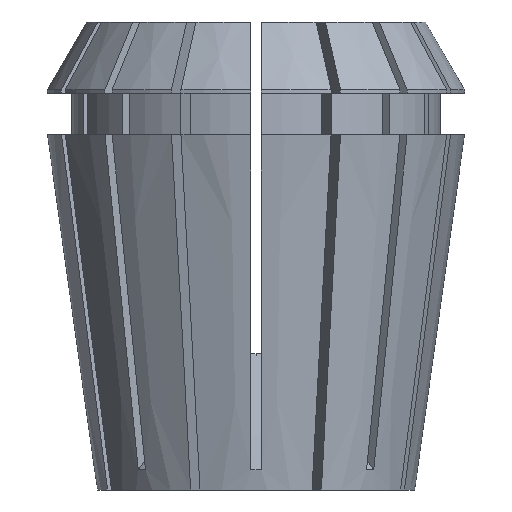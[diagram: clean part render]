
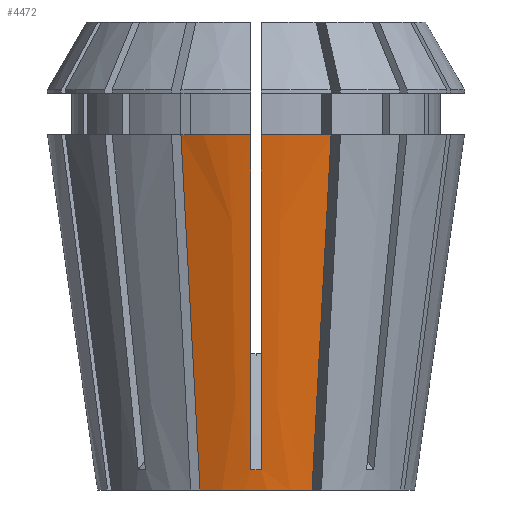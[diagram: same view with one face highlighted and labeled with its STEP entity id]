
A CAD part, front view. The second image highlights one B-rep face of the part: STEP entity #4472.
In plain terms, the highlighted conical face has half-angle 8 degrees and reference radius 15.595 mm.
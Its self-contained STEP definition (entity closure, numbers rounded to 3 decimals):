
#10 = FACE_OUTER_BOUND ( 'NONE', #783, .T. ) ;
#85 = VERTEX_POINT ( 'NONE', #1008 ) ;
#211 = CARTESIAN_POINT ( 'NONE',  ( 0.5, -15.977, 2.77 ) ) ;
#221 = CARTESIAN_POINT ( 'NONE',  ( -0.5, -15.977, 2.77 ) ) ;
#273 = CIRCLE ( 'NONE', #3210, 15.595 ) ;
#290 = DIRECTION ( 'NONE',  ( -1., 0., 0. ) ) ;
#296 = B_SPLINE_CURVE_WITH_KNOTS ( 'NONE', 3,
 ( #3618, #1908, #2785, #1066, #655, #1478, #4459, #3196, #211, #4481 ),
 .UNSPECIFIED., .F., .F.,
 ( 4, 3, 3, 4 ),
 ( 0.076, 0.078, 0.107, 0.109 ),
 .UNSPECIFIED. ) ;
#332 = CARTESIAN_POINT ( 'NONE',  ( -0.5, -15.869, 2.006 ) ) ;
#408 = VERTEX_POINT ( 'NONE', #1939 ) ;
#415 = EDGE_CURVE ( 'NONE', #5439, #1729, #273, .T. ) ;
#431 = CARTESIAN_POINT ( 'NONE',  ( -5.503, -14.592, 0. ) ) ;
#513 = CARTESIAN_POINT ( 'NONE',  ( -7.381, -19.126, 34.9 ) ) ;
#563 = CARTESIAN_POINT ( 'NONE',  ( -0.5, -16.192, 4.3 ) ) ;
#655 = CARTESIAN_POINT ( 'NONE',  ( 0.5, -18.832, 23.076 ) ) ;
#783 = EDGE_LOOP ( 'NONE', ( #970, #5409, #3861, #5066, #1703, #5093, #3301, #1619 ) ) ;
#970 = ORIENTED_EDGE ( 'NONE', *, *, #2578, .F. ) ;
#1008 = CARTESIAN_POINT ( 'NONE',  ( 0.5, -15.869, 2.006 ) ) ;
#1044 = EDGE_CURVE ( 'NONE', #4406, #408, #3685, .T. ) ;
#1066 = CARTESIAN_POINT ( 'NONE',  ( 0.5, -20.152, 32.464 ) ) ;
#1077 = CARTESIAN_POINT ( 'NONE',  ( -0.5, -17.512, 13.688 ) ) ;
#1464 = CARTESIAN_POINT ( 'NONE',  ( -0.5, -20.152, 32.464 ) ) ;
#1478 = CARTESIAN_POINT ( 'NONE',  ( 0.5, -17.512, 13.688 ) ) ;
#1483 = AXIS2_PLACEMENT_3D ( 'NONE', #2934, #3372, #5081 ) ;
#1619 = ORIENTED_EDGE ( 'NONE', *, *, #415, .F. ) ;
#1703 = ORIENTED_EDGE ( 'NONE', *, *, #3846, .F. ) ;
#1729 = VERTEX_POINT ( 'NONE', #431 ) ;
#1908 = CARTESIAN_POINT ( 'NONE',  ( 0.5, -20.38, 34.088 ) ) ;
#1909 = EDGE_CURVE ( 'NONE', #408, #85, #296, .T. ) ;
#1939 = CARTESIAN_POINT ( 'NONE',  ( 0.5, -20.494, 34.9 ) ) ;
#1957 = CARTESIAN_POINT ( 'NONE',  ( 0., 0., 0. ) ) ;
#2059 = CARTESIAN_POINT ( 'NONE',  ( 0.167, -15.879, 1.998 ) ) ;
#2084 = B_SPLINE_CURVE_WITH_KNOTS ( 'NONE', 3,
 ( #5513, #2998, #3848, #4698 ),
 .UNSPECIFIED., .F., .F.,
 ( 4, 4 ),
 ( 0., 0.035 ),
 .UNSPECIFIED. ) ;
#2173 = VERTEX_POINT ( 'NONE', #513 ) ;
#2539 = CARTESIAN_POINT ( 'NONE',  ( -0.5, -20.494, 34.9 ) ) ;
#2549 = B_SPLINE_CURVE_WITH_KNOTS ( 'NONE', 3,
 ( #332, #3380, #2059, #4593 ),
 .UNSPECIFIED., .F., .F.,
 ( 4, 4 ),
 ( 0., 0.001 ),
 .UNSPECIFIED. ) ;
#2578 = EDGE_CURVE ( 'NONE', #4406, #5439, #2084, .T. ) ;
#2785 = CARTESIAN_POINT ( 'NONE',  ( 0.5, -20.266, 33.276 ) ) ;
#2841 = CARTESIAN_POINT ( 'NONE',  ( 7.381, -19.126, 34.9 ) ) ;
#2863 = CARTESIAN_POINT ( 'NONE',  ( 0., 0., 34.9 ) ) ;
#2934 = CARTESIAN_POINT ( 'NONE',  ( 0., 0., 0. ) ) ;
#2998 = CARTESIAN_POINT ( 'NONE',  ( 6.755, -17.615, 23.267 ) ) ;
#3080 = CARTESIAN_POINT ( 'NONE',  ( -6.755, -17.615, 23.267 ) ) ;
#3084 = AXIS2_PLACEMENT_3D ( 'NONE', #2863, #4996, #290 ) ;
#3121 = CARTESIAN_POINT ( 'NONE',  ( -7.381, -19.126, 34.9 ) ) ;
#3133 = CARTESIAN_POINT ( 'NONE',  ( -0.5, -20.38, 34.088 ) ) ;
#3196 = CARTESIAN_POINT ( 'NONE',  ( 0.5, -16.084, 3.535 ) ) ;
#3210 = AXIS2_PLACEMENT_3D ( 'NONE', #1957, #3709, #4104 ) ;
#3283 = AXIS2_PLACEMENT_3D ( 'NONE', #5233, #4852, #4403 ) ;
#3301 = ORIENTED_EDGE ( 'NONE', *, *, #5199, .T. ) ;
#3333 = VERTEX_POINT ( 'NONE', #4032 ) ;
#3372 = DIRECTION ( 'NONE',  ( 0., 0., 1. ) ) ;
#3380 = CARTESIAN_POINT ( 'NONE',  ( -0.167, -15.879, 1.998 ) ) ;
#3483 = EDGE_CURVE ( 'NONE', #4573, #2173, #4432, .T. ) ;
#3529 = CARTESIAN_POINT ( 'NONE',  ( -5.503, -14.592, 0. ) ) ;
#3558 = CARTESIAN_POINT ( 'NONE',  ( -0.5, -16.084, 3.535 ) ) ;
#3591 = CARTESIAN_POINT ( 'NONE',  ( -0.5, -20.266, 33.276 ) ) ;
#3618 = CARTESIAN_POINT ( 'NONE',  ( 0.5, -20.494, 34.9 ) ) ;
#3685 = CIRCLE ( 'NONE', #3283, 20.5 ) ;
#3709 = DIRECTION ( 'NONE',  ( 0., 0., -1. ) ) ;
#3846 = EDGE_CURVE ( 'NONE', #4573, #3333, #4579, .T. ) ;
#3848 = CARTESIAN_POINT ( 'NONE',  ( 6.129, -16.104, 11.633 ) ) ;
#3861 = ORIENTED_EDGE ( 'NONE', *, *, #1909, .T. ) ;
#4032 = CARTESIAN_POINT ( 'NONE',  ( -0.5, -15.869, 2.006 ) ) ;
#4068 = CARTESIAN_POINT ( 'NONE',  ( -0.5, -15.869, 2.006 ) ) ;
#4104 = DIRECTION ( 'NONE',  ( -1., 0., 0. ) ) ;
#4403 = DIRECTION ( 'NONE',  ( -1., 0., 0. ) ) ;
#4406 = VERTEX_POINT ( 'NONE', #2841 ) ;
#4416 = CONICAL_SURFACE ( 'NONE', #1483, 15.595, 0.14 ) ;
#4432 = CIRCLE ( 'NONE', #3084, 20.5 ) ;
#4448 = CARTESIAN_POINT ( 'NONE',  ( -0.5, -20.494, 34.9 ) ) ;
#4459 = CARTESIAN_POINT ( 'NONE',  ( 0.5, -16.192, 4.3 ) ) ;
#4472 = ADVANCED_FACE ( 'NONE', ( #10 ), #4416, .T. ) ;
#4481 = CARTESIAN_POINT ( 'NONE',  ( 0.5, -15.869, 2.006 ) ) ;
#4573 = VERTEX_POINT ( 'NONE', #2539 ) ;
#4579 = B_SPLINE_CURVE_WITH_KNOTS ( 'NONE', 3,
 ( #4448, #3133, #3591, #1464, #4855, #1077, #563, #3558, #221, #4068 ),
 .UNSPECIFIED., .F., .F.,
 ( 4, 3, 3, 4 ),
 ( 0.076, 0.078, 0.107, 0.109 ),
 .UNSPECIFIED. ) ;
#4593 = CARTESIAN_POINT ( 'NONE',  ( 0.5, -15.869, 2.006 ) ) ;
#4650 = B_SPLINE_CURVE_WITH_KNOTS ( 'NONE', 3,
 ( #3121, #3080, #5175, #3529 ),
 .UNSPECIFIED., .F., .F.,
 ( 4, 4 ),
 ( 0., 0.035 ),
 .UNSPECIFIED. ) ;
#4698 = CARTESIAN_POINT ( 'NONE',  ( 5.503, -14.592, 0. ) ) ;
#4852 = DIRECTION ( 'NONE',  ( 0., 0., -1. ) ) ;
#4855 = CARTESIAN_POINT ( 'NONE',  ( -0.5, -18.832, 23.076 ) ) ;
#4996 = DIRECTION ( 'NONE',  ( 0., 0., -1. ) ) ;
#5066 = ORIENTED_EDGE ( 'NONE', *, *, #5528, .F. ) ;
#5081 = DIRECTION ( 'NONE',  ( 1., 0., 0. ) ) ;
#5093 = ORIENTED_EDGE ( 'NONE', *, *, #3483, .T. ) ;
#5175 = CARTESIAN_POINT ( 'NONE',  ( -6.129, -16.104, 11.633 ) ) ;
#5199 = EDGE_CURVE ( 'NONE', #2173, #1729, #4650, .T. ) ;
#5233 = CARTESIAN_POINT ( 'NONE',  ( 0., 0., 34.9 ) ) ;
#5343 = CARTESIAN_POINT ( 'NONE',  ( 5.503, -14.592, 0. ) ) ;
#5409 = ORIENTED_EDGE ( 'NONE', *, *, #1044, .T. ) ;
#5439 = VERTEX_POINT ( 'NONE', #5343 ) ;
#5513 = CARTESIAN_POINT ( 'NONE',  ( 7.381, -19.126, 34.9 ) ) ;
#5528 = EDGE_CURVE ( 'NONE', #3333, #85, #2549, .T. ) ;
